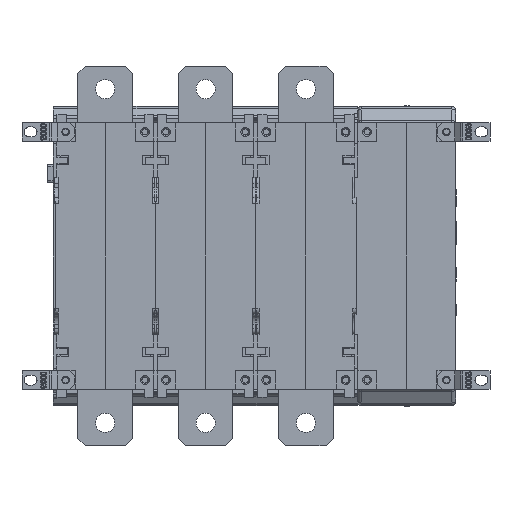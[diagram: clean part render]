
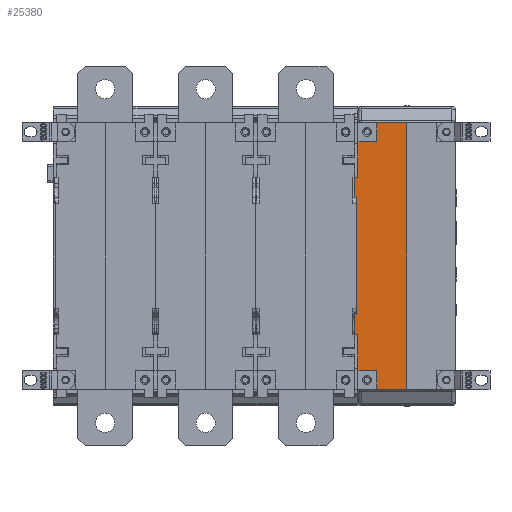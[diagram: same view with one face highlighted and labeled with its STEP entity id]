
A CAD part, left-side view. The second image highlights one B-rep face of the part: STEP entity #25380.
In plain terms, the highlighted planar face has unit normal (-1, 0, 0).
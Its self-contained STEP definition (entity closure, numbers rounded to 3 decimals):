
#2128=LINE('',#124605,#11058);
#3792=LINE('',#131703,#12858);
#5718=LINE('',#137143,#14830);
#6046=LINE('',#137943,#15158);
#6052=LINE('',#137953,#15164);
#6077=LINE('',#138014,#15189);
#6625=LINE('',#139529,#15737);
#6629=LINE('',#139541,#15741);
#6633=LINE('',#139549,#15745);
#6634=LINE('',#139551,#15746);
#7782=LINE('',#144460,#16953);
#7785=LINE('',#144467,#16956);
#7789=LINE('',#144488,#16960);
#7792=LINE('',#144501,#16963);
#7794=LINE('',#144505,#16965);
#7797=LINE('',#144511,#16968);
#7798=LINE('',#144513,#16969);
#7801=LINE('',#144527,#16972);
#7809=LINE('',#144549,#16980);
#7811=LINE('',#144554,#16982);
#7815=LINE('',#144562,#16986);
#7816=LINE('',#144564,#16987);
#11058=VECTOR('',#99080,1.);
#12858=VECTOR('',#103448,1.);
#14830=VECTOR('',#107956,1.);
#15158=VECTOR('',#108754,1.);
#15164=VECTOR('',#108764,1.);
#15189=VECTOR('',#108827,1.);
#15737=VECTOR('',#110163,1.);
#15741=VECTOR('',#110171,1.);
#15745=VECTOR('',#110177,1.);
#15746=VECTOR('',#110180,1.);
#16953=VECTOR('',#112997,1.);
#16956=VECTOR('',#113002,1.);
#16960=VECTOR('',#113028,1.);
#16963=VECTOR('',#113045,1.);
#16965=VECTOR('',#113049,1.);
#16968=VECTOR('',#113056,1.);
#16969=VECTOR('',#113059,1.);
#16972=VECTOR('',#113076,1.);
#16980=VECTOR('',#113098,1.);
#16982=VECTOR('',#113104,1.);
#16986=VECTOR('',#113116,1.);
#16987=VECTOR('',#113117,1.);
#25380=ADVANCED_FACE('',(#33025),#29143,.T.);
#29143=PLANE('',#94810);
#33025=FACE_OUTER_BOUND('',#38140,.T.);
#38140=EDGE_LOOP('',(#55932,#55933,#55934,#55935,#55936,#55937,#55938,#55939,
#55940,#55941,#55942,#55943,#55944,#55945,#55946,#55947,#55948,#55949,#55950,
#55951,#55952,#55953));
#55932=ORIENTED_EDGE('',*,*,#82793,.T.);
#55933=ORIENTED_EDGE('',*,*,#82787,.T.);
#55934=ORIENTED_EDGE('',*,*,#81135,.T.);
#55935=ORIENTED_EDGE('',*,*,#74994,.F.);
#55936=ORIENTED_EDGE('',*,*,#81130,.T.);
#55937=ORIENTED_EDGE('',*,*,#82811,.T.);
#55938=ORIENTED_EDGE('',*,*,#82814,.T.);
#55939=ORIENTED_EDGE('',*,*,#80418,.F.);
#55940=ORIENTED_EDGE('',*,*,#80424,.T.);
#55941=ORIENTED_EDGE('',*,*,#80018,.T.);
#55942=ORIENTED_EDGE('',*,*,#80455,.T.);
#55943=ORIENTED_EDGE('',*,*,#82818,.T.);
#55944=ORIENTED_EDGE('',*,*,#82819,.T.);
#55945=ORIENTED_EDGE('',*,*,#82800,.F.);
#55946=ORIENTED_EDGE('',*,*,#81124,.T.);
#55947=ORIENTED_EDGE('',*,*,#77644,.F.);
#55948=ORIENTED_EDGE('',*,*,#81134,.T.);
#55949=ORIENTED_EDGE('',*,*,#82782,.T.);
#55950=ORIENTED_EDGE('',*,*,#82773,.T.);
#55951=ORIENTED_EDGE('',*,*,#82789,.F.);
#55952=ORIENTED_EDGE('',*,*,#82770,.F.);
#55953=ORIENTED_EDGE('',*,*,#82792,.T.);
#66391=VERTEX_POINT('',#124590);
#66398=VERTEX_POINT('',#124604);
#68281=VERTEX_POINT('',#130927);
#68355=VERTEX_POINT('',#131200);
#69750=VERTEX_POINT('',#136917);
#69816=VERTEX_POINT('',#137120);
#70058=VERTEX_POINT('',#137942);
#70059=VERTEX_POINT('',#137944);
#70077=VERTEX_POINT('',#138013);
#70489=VERTEX_POINT('',#139530);
#70494=VERTEX_POINT('',#139540);
#70497=VERTEX_POINT('',#139548);
#70498=VERTEX_POINT('',#139552);
#71498=VERTEX_POINT('',#144073);
#71508=VERTEX_POINT('',#144152);
#71570=VERTEX_POINT('',#144466);
#71571=VERTEX_POINT('',#144468);
#71580=VERTEX_POINT('',#144502);
#71581=VERTEX_POINT('',#144510);
#71586=VERTEX_POINT('',#144528);
#71592=VERTEX_POINT('',#144548);
#71594=VERTEX_POINT('',#144563);
#74994=EDGE_CURVE('',#66398,#66391,#2128,.T.);
#77644=EDGE_CURVE('',#68281,#68355,#3792,.T.);
#80018=EDGE_CURVE('',#69816,#69750,#5718,.T.);
#80418=EDGE_CURVE('',#70058,#70059,#6046,.T.);
#80424=EDGE_CURVE('',#70058,#69816,#6052,.T.);
#80455=EDGE_CURVE('',#69750,#70077,#6077,.T.);
#81124=EDGE_CURVE('',#70489,#68355,#6625,.T.);
#81130=EDGE_CURVE('',#66398,#70494,#6629,.T.);
#81134=EDGE_CURVE('',#68281,#70497,#6633,.T.);
#81135=EDGE_CURVE('',#70498,#66391,#6634,.T.);
#82770=EDGE_CURVE('',#71508,#71498,#7782,.T.);
#82773=EDGE_CURVE('',#71571,#71570,#7785,.T.);
#82782=EDGE_CURVE('',#70497,#71571,#7789,.T.);
#82787=EDGE_CURVE('',#71580,#70498,#7792,.T.);
#82789=EDGE_CURVE('',#71498,#71570,#7794,.T.);
#82792=EDGE_CURVE('',#71508,#71581,#7797,.T.);
#82793=EDGE_CURVE('',#71581,#71580,#7798,.T.);
#82800=EDGE_CURVE('',#70489,#71586,#7801,.T.);
#82811=EDGE_CURVE('',#70494,#71592,#7809,.T.);
#82814=EDGE_CURVE('',#71592,#70059,#7811,.T.);
#82818=EDGE_CURVE('',#70077,#71594,#7815,.T.);
#82819=EDGE_CURVE('',#71594,#71586,#7816,.T.);
#94810=AXIS2_PLACEMENT_3D('',#144565,#113118,#113119);
#99080=DIRECTION('',(0.,0.,1.));
#103448=DIRECTION('',(0.,0.,1.));
#107956=DIRECTION('',(0.,0.,-1.));
#108754=DIRECTION('',(0.,1.,0.));
#108764=DIRECTION('',(0.,0.,-1.));
#108827=DIRECTION('',(0.,0.,-1.));
#110163=DIRECTION('',(0.,0.,-1.));
#110171=DIRECTION('',(0.,0.,-1.));
#110177=DIRECTION('',(0.,0.,-1.));
#110180=DIRECTION('',(0.,0.,-1.));
#112997=DIRECTION('',(0.,0.,-1.));
#113002=DIRECTION('',(0.,0.,-1.));
#113028=DIRECTION('',(0.,-1.,0.));
#113045=DIRECTION('',(0.,1.,0.));
#113049=DIRECTION('',(0.,1.,0.));
#113056=DIRECTION('',(0.,1.,0.));
#113059=DIRECTION('',(0.,0.,-1.));
#113076=DIRECTION('',(0.,1.,0.));
#113098=DIRECTION('',(0.,1.,0.));
#113104=DIRECTION('',(0.,0.,-1.));
#113116=DIRECTION('',(0.,1.,0.));
#113117=DIRECTION('',(0.,0.,-1.));
#113118=DIRECTION('',(-1.,0.,0.));
#113119=DIRECTION('',(0.,1.,0.));
#124590=CARTESIAN_POINT('',(-7.,-387.5,142.5));
#124604=CARTESIAN_POINT('',(-7.,-387.5,124.1));
#124605=CARTESIAN_POINT('',(-7.,-387.5,18.));
#130927=CARTESIAN_POINT('',(-7.,-387.5,19.5));
#131200=CARTESIAN_POINT('',(-7.,-387.5,37.9));
#131703=CARTESIAN_POINT('',(-7.,-387.5,18.));
#136917=CARTESIAN_POINT('',(-7.,-386.5,52.));
#137120=CARTESIAN_POINT('',(-7.,-386.5,110.));
#137143=CARTESIAN_POINT('',(-7.,-386.5,124.));
#137942=CARTESIAN_POINT('',(-7.,-386.5,113.));
#137943=CARTESIAN_POINT('',(-7.,-386.5,113.));
#137944=CARTESIAN_POINT('',(-7.,-385.5,113.));
#137953=CARTESIAN_POINT('',(-7.,-386.5,124.));
#138013=CARTESIAN_POINT('',(-7.,-386.5,49.));
#138014=CARTESIAN_POINT('',(-7.,-386.5,124.));
#139529=CARTESIAN_POINT('',(-7.,-387.5,154.));
#139530=CARTESIAN_POINT('',(-7.,-387.5,38.));
#139540=CARTESIAN_POINT('',(-7.,-387.5,124.));
#139541=CARTESIAN_POINT('',(-7.,-387.5,154.));
#139548=CARTESIAN_POINT('',(-7.,-387.5,18.2));
#139549=CARTESIAN_POINT('',(-7.,-387.5,154.));
#139551=CARTESIAN_POINT('',(-7.,-387.5,154.));
#139552=CARTESIAN_POINT('',(-7.,-387.5,143.8));
#144073=CARTESIAN_POINT('',(-7.,-414.25,8.));
#144152=CARTESIAN_POINT('',(-7.,-414.25,154.));
#144460=CARTESIAN_POINT('',(-7.,-414.25,154.));
#144466=CARTESIAN_POINT('',(-7.,-397.7,8.));
#144467=CARTESIAN_POINT('',(-7.,-397.7,81.));
#144468=CARTESIAN_POINT('',(-7.,-397.7,18.2));
#144488=CARTESIAN_POINT('',(-7.,-405.975,18.2));
#144501=CARTESIAN_POINT('',(-7.,-400.875,143.8));
#144502=CARTESIAN_POINT('',(-7.,-397.7,143.8));
#144505=CARTESIAN_POINT('',(-7.,-414.25,8.));
#144510=CARTESIAN_POINT('',(-7.,-397.7,154.));
#144511=CARTESIAN_POINT('',(-7.,-414.25,154.));
#144513=CARTESIAN_POINT('',(-7.,-397.7,148.9));
#144527=CARTESIAN_POINT('',(-7.,-387.5,38.));
#144528=CARTESIAN_POINT('',(-7.,-385.5,38.));
#144548=CARTESIAN_POINT('',(-7.,-385.5,124.));
#144549=CARTESIAN_POINT('',(-7.,-387.5,124.));
#144554=CARTESIAN_POINT('',(-7.,-385.5,113.));
#144562=CARTESIAN_POINT('',(-7.,-386.5,49.));
#144563=CARTESIAN_POINT('',(-7.,-385.5,49.));
#144564=CARTESIAN_POINT('',(-7.,-385.5,49.));
#144565=CARTESIAN_POINT('',(-7.,-414.25,154.));
